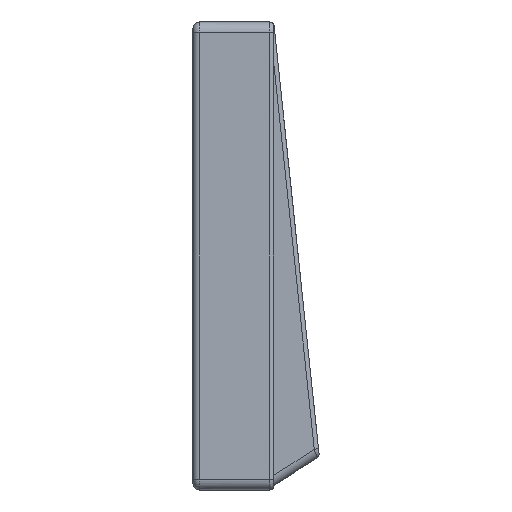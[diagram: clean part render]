
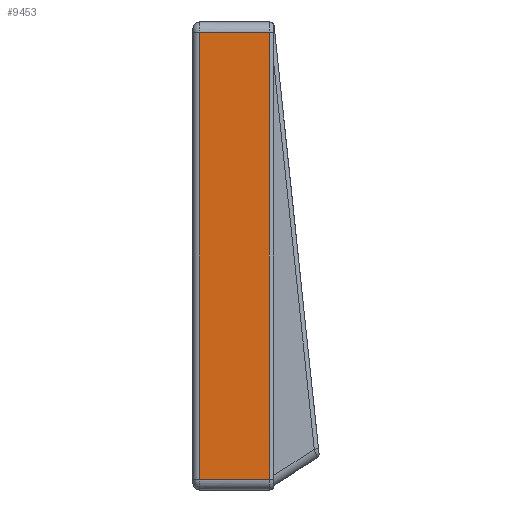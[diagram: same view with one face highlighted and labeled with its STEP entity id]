
A CAD part, left-side view. The second image highlights one B-rep face of the part: STEP entity #9453.
In plain terms, the highlighted planar face has unit normal (-1, 0, 0).
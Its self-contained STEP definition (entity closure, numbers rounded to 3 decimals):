
#41 = ORIENTED_EDGE ( 'NONE', *, *, #2500, .T. ) ;
#221 = VECTOR ( 'NONE', #3854, 1000. ) ;
#253 = ORIENTED_EDGE ( 'NONE', *, *, #18151, .T. ) ;
#520 = CARTESIAN_POINT ( 'NONE',  ( -147.85, 19., 52.6 ) ) ;
#591 = DIRECTION ( 'NONE',  ( 0., 0., -1. ) ) ;
#1525 = AXIS2_PLACEMENT_3D ( 'NONE', #7676, #10734, #2686 ) ;
#1691 = CARTESIAN_POINT ( 'NONE',  ( -147.85, 1., -52.6 ) ) ;
#1852 = VECTOR ( 'NONE', #10954, 1000. ) ;
#2312 = CARTESIAN_POINT ( 'NONE',  ( -147.85, 17.5, -52.6 ) ) ;
#2500 = EDGE_CURVE ( 'NONE', #11676, #8358, #15366, .T. ) ;
#2686 = DIRECTION ( 'NONE',  ( 0., 0., -1. ) ) ;
#3539 = CARTESIAN_POINT ( 'NONE',  ( -147.85, 1., -52.6 ) ) ;
#3854 = DIRECTION ( 'NONE',  ( 0., 1., 0. ) ) ;
#4318 = FACE_OUTER_BOUND ( 'NONE', #17848, .T. ) ;
#4630 = LINE ( 'NONE', #19526, #1852 ) ;
#6317 = CARTESIAN_POINT ( 'NONE',  ( -147.85, 17.5, -52.6 ) ) ;
#7676 = CARTESIAN_POINT ( 'NONE',  ( -147.85, 19., -55.1 ) ) ;
#8358 = VERTEX_POINT ( 'NONE', #14754 ) ;
#8712 = LINE ( 'NONE', #2312, #20412 ) ;
#9445 = CARTESIAN_POINT ( 'NONE',  ( -147.85, 1., 52.6 ) ) ;
#9453 = ADVANCED_FACE ( 'NONE', ( #4318 ), #16040, .F. ) ;
#9526 = ORIENTED_EDGE ( 'NONE', *, *, #20274, .T. ) ;
#10734 = DIRECTION ( 'NONE',  ( 1., 0., 0. ) ) ;
#10937 = EDGE_CURVE ( 'NONE', #12321, #14811, #4630, .T. ) ;
#10954 = DIRECTION ( 'NONE',  ( 0., -1., 0. ) ) ;
#11676 = VERTEX_POINT ( 'NONE', #9445 ) ;
#12126 = CARTESIAN_POINT ( 'NONE',  ( -147.85, 1., 17.533 ) ) ;
#12321 = VERTEX_POINT ( 'NONE', #6317 ) ;
#13422 = CARTESIAN_POINT ( 'NONE',  ( -147.85, 1., 52.6 ) ) ;
#14754 = CARTESIAN_POINT ( 'NONE',  ( -147.85, 17.5, 52.6 ) ) ;
#14811 = VERTEX_POINT ( 'NONE', #1691 ) ;
#15158 = CARTESIAN_POINT ( 'NONE',  ( -147.85, 1., -17.533 ) ) ;
#15366 = LINE ( 'NONE', #520, #221 ) ;
#16040 = PLANE ( 'NONE',  #1525 ) ;
#17848 = EDGE_LOOP ( 'NONE', ( #18543, #9526, #41, #253 ) ) ;
#18151 = EDGE_CURVE ( 'NONE', #8358, #12321, #8712, .T. ) ;
#18543 = ORIENTED_EDGE ( 'NONE', *, *, #10937, .T. ) ;
#19526 = CARTESIAN_POINT ( 'NONE',  ( -147.85, 19., -52.6 ) ) ;
#19917 = B_SPLINE_CURVE_WITH_KNOTS ( 'NONE', 3,
 ( #3539, #15158, #12126, #13422 ),
 .UNSPECIFIED., .F., .F.,
 ( 4, 4 ),
 ( 0., 1. ),
 .UNSPECIFIED. ) ;
#20274 = EDGE_CURVE ( 'NONE', #14811, #11676, #19917, .T. ) ;
#20412 = VECTOR ( 'NONE', #591, 1000. ) ;
